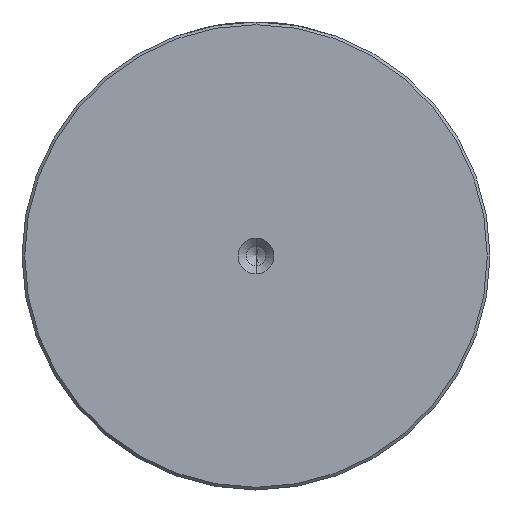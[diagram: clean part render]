
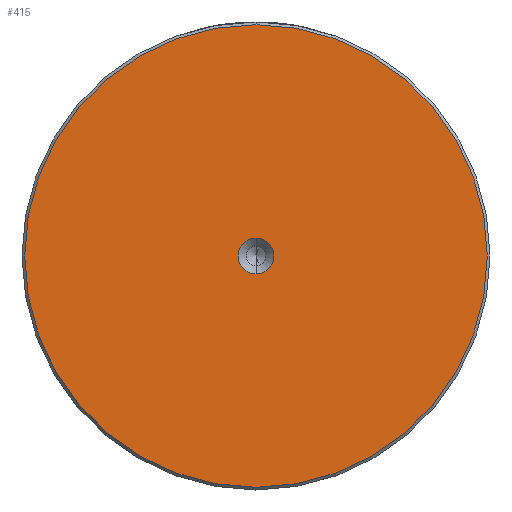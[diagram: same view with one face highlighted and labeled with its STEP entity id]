
A CAD part, left-side view. The second image highlights one B-rep face of the part: STEP entity #415.
In plain terms, the highlighted planar face has unit normal (-1, 0, 0).
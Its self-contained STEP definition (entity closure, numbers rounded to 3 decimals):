
#67 = DIRECTION ( 'NONE',  ( 0., 0., 1. ) ) ;
#127 = VERTEX_POINT ( 'NONE', #2975 ) ;
#211 = VERTEX_POINT ( 'NONE', #1685 ) ;
#265 = DIRECTION ( 'NONE',  ( -1., 0., 0. ) ) ;
#273 = FACE_OUTER_BOUND ( 'NONE', #566, .T. ) ;
#300 = AXIS2_PLACEMENT_3D ( 'NONE', #1270, #3194, #1557 ) ;
#309 = CIRCLE ( 'NONE', #3033, 3.3 ) ;
#415 = ADVANCED_FACE ( 'NONE', ( #273, #3001 ), #1891, .T. ) ;
#471 = CARTESIAN_POINT ( 'NONE',  ( 0., 0., 0. ) ) ;
#566 = EDGE_LOOP ( 'NONE', ( #1677, #882 ) ) ;
#746 = DIRECTION ( 'NONE',  ( 0., 0., 1. ) ) ;
#882 = ORIENTED_EDGE ( 'NONE', *, *, #2312, .T. ) ;
#1093 = EDGE_LOOP ( 'NONE', ( #1152, #1413 ) ) ;
#1152 = ORIENTED_EDGE ( 'NONE', *, *, #1332, .F. ) ;
#1270 = CARTESIAN_POINT ( 'NONE',  ( 0., 0., 0. ) ) ;
#1284 = CARTESIAN_POINT ( 'NONE',  ( 0., 0., 0. ) ) ;
#1332 = EDGE_CURVE ( 'NONE', #3249, #2568, #309, .T. ) ;
#1413 = ORIENTED_EDGE ( 'NONE', *, *, #2822, .F. ) ;
#1557 = DIRECTION ( 'NONE',  ( 0., 0., 1. ) ) ;
#1571 = DIRECTION ( 'NONE',  ( 0., 0., 1. ) ) ;
#1677 = ORIENTED_EDGE ( 'NONE', *, *, #2360, .T. ) ;
#1685 = CARTESIAN_POINT ( 'NONE',  ( 0., 0., 42.5 ) ) ;
#1693 = DIRECTION ( 'NONE',  ( -1., 0., 0. ) ) ;
#1869 = CARTESIAN_POINT ( 'NONE',  ( 0., 0., 3.3 ) ) ;
#1880 = CIRCLE ( 'NONE', #3272, 42.5 ) ;
#1891 = PLANE ( 'NONE',  #2848 ) ;
#2312 = EDGE_CURVE ( 'NONE', #211, #127, #1880, .T. ) ;
#2360 = EDGE_CURVE ( 'NONE', #127, #211, #3245, .T. ) ;
#2379 = DIRECTION ( 'NONE',  ( -1., 0., 0. ) ) ;
#2445 = CARTESIAN_POINT ( 'NONE',  ( 0., 0., 0. ) ) ;
#2568 = VERTEX_POINT ( 'NONE', #3290 ) ;
#2630 = CIRCLE ( 'NONE', #3523, 3.3 ) ;
#2822 = EDGE_CURVE ( 'NONE', #2568, #3249, #2630, .T. ) ;
#2848 = AXIS2_PLACEMENT_3D ( 'NONE', #2445, #265, #3140 ) ;
#2975 = CARTESIAN_POINT ( 'NONE',  ( 0., 0., -42.5 ) ) ;
#3001 = FACE_BOUND ( 'NONE', #1093, .T. ) ;
#3033 = AXIS2_PLACEMENT_3D ( 'NONE', #1284, #3211, #1571 ) ;
#3140 = DIRECTION ( 'NONE',  ( 0., 0., 1. ) ) ;
#3194 = DIRECTION ( 'NONE',  ( -1., 0., 0. ) ) ;
#3211 = DIRECTION ( 'NONE',  ( -1., 0., 0. ) ) ;
#3245 = CIRCLE ( 'NONE', #300, 42.5 ) ;
#3249 = VERTEX_POINT ( 'NONE', #1869 ) ;
#3272 = AXIS2_PLACEMENT_3D ( 'NONE', #471, #2379, #746 ) ;
#3290 = CARTESIAN_POINT ( 'NONE',  ( 0., 0., -3.3 ) ) ;
#3332 = CARTESIAN_POINT ( 'NONE',  ( 0., 0., 0. ) ) ;
#3523 = AXIS2_PLACEMENT_3D ( 'NONE', #3332, #1693, #67 ) ;
